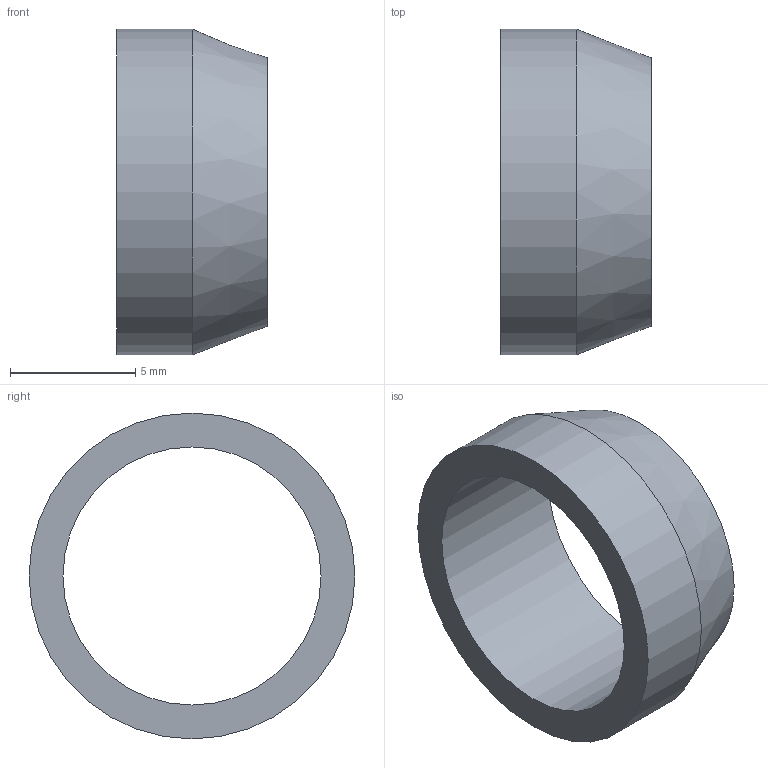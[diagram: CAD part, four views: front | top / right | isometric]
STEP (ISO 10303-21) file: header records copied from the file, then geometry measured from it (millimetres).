
FILE_DESCRIPTION( ( 'STEP AP203' ), '1' );
FILE_NAME( 'FLEXA TED 5030.013.010.stp', '2020-03-27T08:35:56', ( 'License CC BY-ND 4.0' ), ( 'CADENAS' ), ' ', 'PARTsolutions', ' ' );
FILE_SCHEMA( ( 'CONFIG_CONTROL_DESIGN' ) );
Length unit declared in the file: millimetre
Products named in the file (1): _FLEXA TED 5030.013.010
Bounding box: 6 x 13 x 13 mm (x, y, z)
Volume: 230.2 mm3; surface area: 492.3 mm2
Topology: 1 solids, 1 shells, 5 faces, 8 edges, 5 vertices
Faces by surface type: plane 2, cylinder 2, cone 1
Full cylindrical faces by diameter (mm): 10.3 x1, 13 x1
Entity records: 152 total; most frequent: DIRECTION 22, CARTESIAN_POINT 16, AXIS2_PLACEMENT_3D 11, EDGE_LOOP 10, ORIENTED_EDGE 10, FACE_OUTER_BOUND 7, CC_DESIGN_PERSON_AND_ORGANIZATION_ASSIGNMENT 5, ADVANCED_FACE 5
